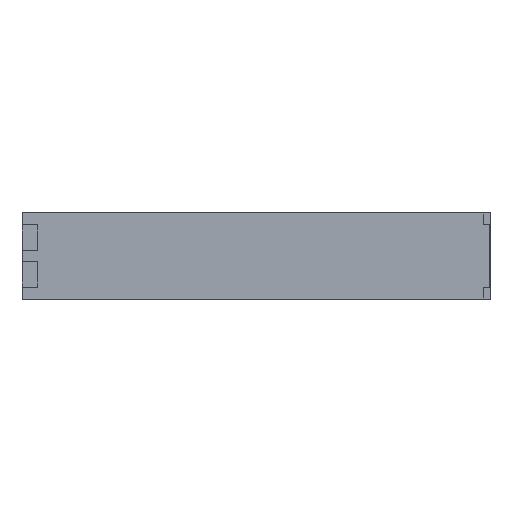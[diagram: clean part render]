
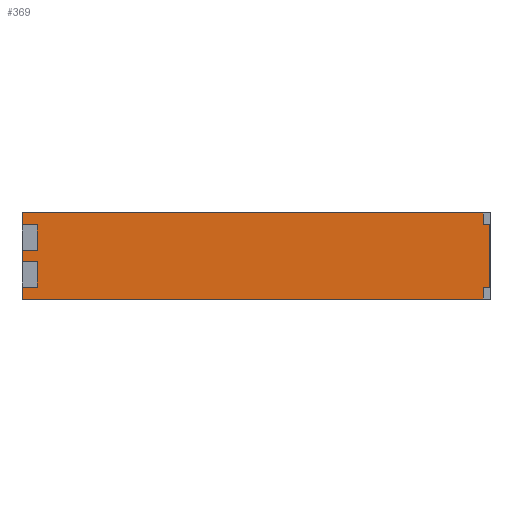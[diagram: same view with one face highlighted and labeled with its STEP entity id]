
A CAD part, top view. The second image highlights one B-rep face of the part: STEP entity #369.
In plain terms, the highlighted planar face has unit normal (0, 0, 1).
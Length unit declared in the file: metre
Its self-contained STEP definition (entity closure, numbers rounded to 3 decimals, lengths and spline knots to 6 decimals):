
#63 = DIRECTION ( 'NONE',  ( 0., 0., 1. ) ) ;
#299 = VECTOR ( 'NONE', #2844, 1. ) ;
#369 = ADVANCED_FACE ( 'NONE', ( #1815 ), #2472, .T. ) ;
#393 = VERTEX_POINT ( 'NONE', #1536 ) ;
#408 = CARTESIAN_POINT ( 'NONE',  ( 1.2755, 0.235, 0.002 ) ) ;
#456 = ORIENTED_EDGE ( 'NONE', *, *, #856, .F. ) ;
#464 = CARTESIAN_POINT ( 'NONE',  ( 1.2755, -0.235, 0.002 ) ) ;
#570 = EDGE_CURVE ( 'NONE', #1416, #393, #3829, .T. ) ;
#760 = LINE ( 'NONE', #1969, #1605 ) ;
#827 = DIRECTION ( 'NONE',  ( -1., 0., 0. ) ) ;
#856 = EDGE_CURVE ( 'NONE', #393, #1548, #3711, .T. ) ;
#930 = CARTESIAN_POINT ( 'NONE',  ( -1.2775, 0.237, 0.002 ) ) ;
#963 = ORIENTED_EDGE ( 'NONE', *, *, #1460, .T. ) ;
#1410 = DIRECTION ( 'NONE',  ( 0., 1., 0. ) ) ;
#1416 = VERTEX_POINT ( 'NONE', #3682 ) ;
#1418 = CARTESIAN_POINT ( 'NONE',  ( -1.2775, -0.235, 0.002 ) ) ;
#1460 = EDGE_CURVE ( 'NONE', #1416, #2108, #3217, .T. ) ;
#1536 = CARTESIAN_POINT ( 'NONE',  ( -1.2755, -0.235, 0.002 ) ) ;
#1548 = VERTEX_POINT ( 'NONE', #3782 ) ;
#1584 = AXIS2_PLACEMENT_3D ( 'NONE', #930, #63, #3345 ) ;
#1605 = VECTOR ( 'NONE', #3179, 1. ) ;
#1695 = VECTOR ( 'NONE', #1410, 1. ) ;
#1815 = FACE_OUTER_BOUND ( 'NONE', #1881, .T. ) ;
#1881 = EDGE_LOOP ( 'NONE', ( #963, #3075, #456, #3404 ) ) ;
#1969 = CARTESIAN_POINT ( 'NONE',  ( 1.2775, 0.235, 0.002 ) ) ;
#2108 = VERTEX_POINT ( 'NONE', #408 ) ;
#2288 = VECTOR ( 'NONE', #827, 1. ) ;
#2472 = PLANE ( 'NONE',  #1584 ) ;
#2647 = EDGE_CURVE ( 'NONE', #1548, #2108, #760, .T. ) ;
#2844 = DIRECTION ( 'NONE',  ( 0., 1., 0. ) ) ;
#3075 = ORIENTED_EDGE ( 'NONE', *, *, #2647, .F. ) ;
#3179 = DIRECTION ( 'NONE',  ( 1., 0., 0. ) ) ;
#3217 = LINE ( 'NONE', #464, #1695 ) ;
#3345 = DIRECTION ( 'NONE',  ( 1., 0., 0. ) ) ;
#3404 = ORIENTED_EDGE ( 'NONE', *, *, #570, .F. ) ;
#3682 = CARTESIAN_POINT ( 'NONE',  ( 1.2755, -0.235, 0.002 ) ) ;
#3711 = LINE ( 'NONE', #3746, #299 ) ;
#3746 = CARTESIAN_POINT ( 'NONE',  ( -1.2755, 0.235, 0.002 ) ) ;
#3782 = CARTESIAN_POINT ( 'NONE',  ( -1.2755, 0.235, 0.002 ) ) ;
#3829 = LINE ( 'NONE', #1418, #2288 ) ;
